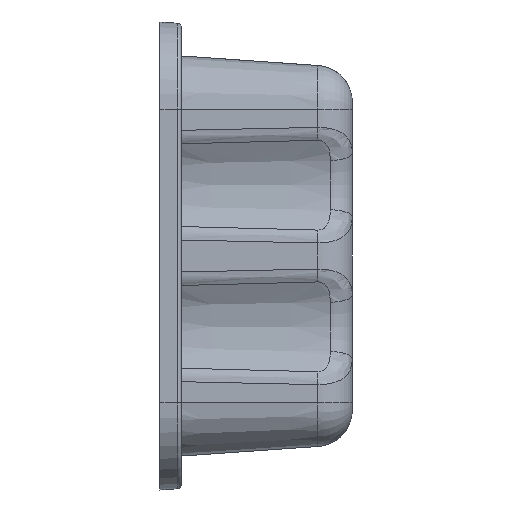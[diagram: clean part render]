
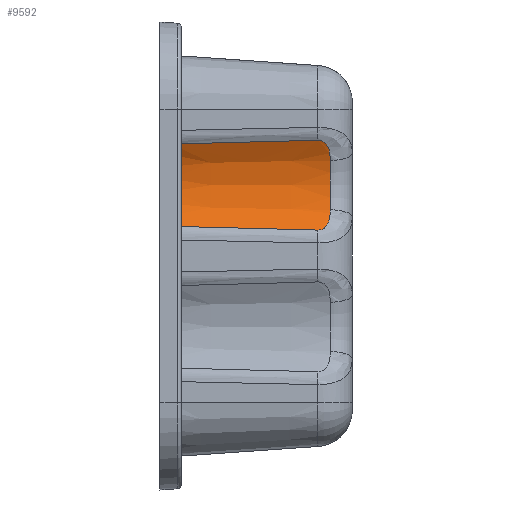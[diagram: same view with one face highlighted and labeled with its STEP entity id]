
A CAD part, left-side view. The second image highlights one B-rep face of the part: STEP entity #9592.
In plain terms, the highlighted conical face has half-angle 4 degrees and reference radius 12.294 mm.
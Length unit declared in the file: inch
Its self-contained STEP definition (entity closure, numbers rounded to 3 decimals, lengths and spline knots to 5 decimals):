
#3208 = CARTESIAN_POINT ( 'NONE',  ( -3.20525, -0.07791, 0.75797 ) ) ;
#3218 = CARTESIAN_POINT ( 'NONE',  ( -3.20525, -0.07791, 0.75797 ) ) ;
#3253 = CIRCLE ( 'NONE', #3257, 0.48595 ) ;
#3254 = DIRECTION ( 'NONE',  ( 0., 0., 1. ) ) ;
#3255 = DIRECTION ( 'NONE',  ( 0., 1., 0. ) ) ;
#3256 = CARTESIAN_POINT ( 'NONE',  ( -3.6035, -0.07791, 0.4795 ) ) ;
#3257 = AXIS2_PLACEMENT_3D ( 'NONE', #3256, #3255, #3254 ) ;
#3269 = CARTESIAN_POINT ( 'NONE',  ( -3.18314, -0.40875, 0.76673 ) ) ;
#3270 = CARTESIAN_POINT ( 'NONE',  ( -3.16093, -0.73959, 0.77517 ) ) ;
#3271 = CARTESIAN_POINT ( 'NONE',  ( -3.13864, -1.07044, 0.78335 ) ) ;
#3274 = B_SPLINE_CURVE_WITH_KNOTS ( 'NONE', 3,
 ( #3271, #3270, #3269, #3208 ),
 .UNSPECIFIED., .F., .F.,
 ( 4, 4 ),
 ( 0., 0.02528 ),
 .UNSPECIFIED. ) ;
#3275 = CARTESIAN_POINT ( 'NONE',  ( -3.20525, -0.07791, 0.20103 ) ) ;
#3293 = CONICAL_SURFACE ( 'NONE', #3305, 0.484, 0.07 ) ;
#3294 = FACE_OUTER_BOUND ( 'NONE', #9593, .T. ) ;
#3302 = DIRECTION ( 'NONE',  ( 0., 0., 1. ) ) ;
#3303 = DIRECTION ( 'NONE',  ( 0., -1., 0. ) ) ;
#3304 = CARTESIAN_POINT ( 'NONE',  ( -3.6035, -0.05, 0.4795 ) ) ;
#3305 = AXIS2_PLACEMENT_3D ( 'NONE', #3304, #3303, #3302 ) ;
#3814 = CARTESIAN_POINT ( 'NONE',  ( -3.20525, -0.07791, 0.20103 ) ) ;
#3816 = B_SPLINE_CURVE_WITH_KNOTS ( 'NONE', 3,
 ( #3814, #3888, #3887, #3886 ),
 .UNSPECIFIED., .F., .F.,
 ( 4, 4 ),
 ( 0.00071, 0.02599 ),
 .UNSPECIFIED. ) ;
#3886 = CARTESIAN_POINT ( 'NONE',  ( -3.13864, -1.07044, 0.17565 ) ) ;
#3887 = CARTESIAN_POINT ( 'NONE',  ( -3.16093, -0.73959, 0.18383 ) ) ;
#3888 = CARTESIAN_POINT ( 'NONE',  ( -3.18314, -0.40875, 0.19227 ) ) ;
#8690 = VERTEX_POINT ( 'NONE', #17566 ) ;
#8704 = VERTEX_POINT ( 'NONE', #17769 ) ;
#8788 = EDGE_CURVE ( 'NONE', #8704, #8828, #18272, .T. ) ;
#8828 = VERTEX_POINT ( 'NONE', #18262 ) ;
#8850 = VERTEX_POINT ( 'NONE', #18315 ) ;
#8854 = EDGE_CURVE ( 'NONE', #8850, #8704, #18316, .T. ) ;
#8921 = EDGE_CURVE ( 'NONE', #8828, #8690, #18861, .T. ) ;
#9540 = VERTEX_POINT ( 'NONE', #3218 ) ;
#9541 = ORIENTED_EDGE ( 'NONE', *, *, #9542, .T. ) ;
#9542 = EDGE_CURVE ( 'NONE', #9540, #9543, #3253, .T. ) ;
#9543 = VERTEX_POINT ( 'NONE', #3275 ) ;
#9546 = EDGE_CURVE ( 'NONE', #8690, #9540, #3274, .T. ) ;
#9550 = ORIENTED_EDGE ( 'NONE', *, *, #8854, .T. ) ;
#9551 = ORIENTED_EDGE ( 'NONE', *, *, #8788, .T. ) ;
#9552 = ORIENTED_EDGE ( 'NONE', *, *, #8921, .T. ) ;
#9592 = ADVANCED_FACE ( 'NONE', ( #3294 ), #3293, .F. ) ;
#9593 = EDGE_LOOP ( 'NONE', ( #9594, #9541, #9762, #9550, #9551, #9552 ) ) ;
#9594 = ORIENTED_EDGE ( 'NONE', *, *, #9546, .T. ) ;
#9762 = ORIENTED_EDGE ( 'NONE', *, *, #9763, .T. ) ;
#9763 = EDGE_CURVE ( 'NONE', #9543, #8850, #3816, .T. ) ;
#17566 = CARTESIAN_POINT ( 'NONE',  ( -3.13864, -1.07044, 0.78335 ) ) ;
#17769 = CARTESIAN_POINT ( 'NONE',  ( -3.06765, -1.15416, 0.31269 ) ) ;
#18262 = CARTESIAN_POINT ( 'NONE',  ( -3.06765, -1.15416, 0.64631 ) ) ;
#18268 = DIRECTION ( 'NONE',  ( 0., 0., 1. ) ) ;
#18269 = DIRECTION ( 'NONE',  ( 0., -1., 0. ) ) ;
#18270 = CARTESIAN_POINT ( 'NONE',  ( -3.6035, -1.15416, 0.4795 ) ) ;
#18271 = AXIS2_PLACEMENT_3D ( 'NONE', #18270, #18269, #18268 ) ;
#18272 = CIRCLE ( 'NONE', #18271, 0.56121 ) ;
#18288 = CARTESIAN_POINT ( 'NONE',  ( -3.11935, -1.12577, 0.19954 ) ) ;
#18289 = CARTESIAN_POINT ( 'NONE',  ( -3.12295, -1.12063, 0.19413 ) ) ;
#18290 = CARTESIAN_POINT ( 'NONE',  ( -3.12943, -1.10863, 0.18507 ) ) ;
#18291 = CARTESIAN_POINT ( 'NONE',  ( -3.13228, -1.10182, 0.18146 ) ) ;
#18292 = CARTESIAN_POINT ( 'NONE',  ( -3.13664, -1.08676, 0.17661 ) ) ;
#18308 = CARTESIAN_POINT ( 'NONE',  ( -3.06765, -1.15416, 0.31269 ) ) ;
#18309 = CARTESIAN_POINT ( 'NONE',  ( -3.07246, -1.15416, 0.29723 ) ) ;
#18310 = CARTESIAN_POINT ( 'NONE',  ( -3.07804, -1.15355, 0.28184 ) ) ;
#18311 = CARTESIAN_POINT ( 'NONE',  ( -3.09053, -1.14965, 0.25207 ) ) ;
#18312 = CARTESIAN_POINT ( 'NONE',  ( -3.09756, -1.14633, 0.23743 ) ) ;
#18313 = CARTESIAN_POINT ( 'NONE',  ( -3.10841, -1.13777, 0.21755 ) ) ;
#18314 = CARTESIAN_POINT ( 'NONE',  ( -3.11207, -1.13433, 0.21126 ) ) ;
#18315 = CARTESIAN_POINT ( 'NONE',  ( -3.13864, -1.07044, 0.17565 ) ) ;
#18316 = B_SPLINE_CURVE_WITH_KNOTS ( 'NONE', 3,
 ( #18412, #18411, #18292, #18291, #18290, #18289, #18288, #18314, #18313, #18312, #18311, #18310, #18309, #18308 ),
 .UNSPECIFIED., .F., .F.,
 ( 4, 2, 2, 2, 2, 2, 4 ),
 ( 0., 0.00063, 0.00125, 0.00188, 0.00251, 0.00376, 0.00502 ),
 .UNSPECIFIED. ) ;
#18411 = CARTESIAN_POINT ( 'NONE',  ( -3.13809, -1.07866, 0.17545 ) ) ;
#18412 = CARTESIAN_POINT ( 'NONE',  ( -3.13864, -1.07044, 0.17565 ) ) ;
#18860 = CARTESIAN_POINT ( 'NONE',  ( -3.06765, -1.15416, 0.64631 ) ) ;
#18861 = B_SPLINE_CURVE_WITH_KNOTS ( 'NONE', 3,
 ( #18860, #18873, #18872, #18871, #18870, #18869, #18868, #18867, #19000, #18999, #18998, #18997, #18996, #18995, #18994, #18993, #18881, #18880 ),
 .UNSPECIFIED., .F., .F.,
 ( 4, 2, 2, 2, 2, 2, 2, 2, 4 ),
 ( 0.01381, 0.01507, 0.01569, 0.01632, 0.01695, 0.01758, 0.0182, 0.01852, 0.01883 ),
 .UNSPECIFIED. ) ;
#18867 = CARTESIAN_POINT ( 'NONE',  ( -3.10827, -1.1379, 0.74121 ) ) ;
#18868 = CARTESIAN_POINT ( 'NONE',  ( -3.10097, -1.14362, 0.72781 ) ) ;
#18869 = CARTESIAN_POINT ( 'NONE',  ( -3.09737, -1.14587, 0.72074 ) ) ;
#18870 = CARTESIAN_POINT ( 'NONE',  ( -3.09054, -1.14938, 0.70648 ) ) ;
#18871 = CARTESIAN_POINT ( 'NONE',  ( -3.08729, -1.15067, 0.69922 ) ) ;
#18872 = CARTESIAN_POINT ( 'NONE',  ( -3.07802, -1.15354, 0.67708 ) ) ;
#18873 = CARTESIAN_POINT ( 'NONE',  ( -3.07248, -1.15416, 0.66182 ) ) ;
#18880 = CARTESIAN_POINT ( 'NONE',  ( -3.13864, -1.07044, 0.78335 ) ) ;
#18881 = CARTESIAN_POINT ( 'NONE',  ( -3.13836, -1.07457, 0.78345 ) ) ;
#18993 = CARTESIAN_POINT ( 'NONE',  ( -3.13787, -1.07863, 0.78322 ) ) ;
#18994 = CARTESIAN_POINT ( 'NONE',  ( -3.13646, -1.0866, 0.78208 ) ) ;
#18995 = CARTESIAN_POINT ( 'NONE',  ( -3.13554, -1.09056, 0.78117 ) ) ;
#18996 = CARTESIAN_POINT ( 'NONE',  ( -3.13227, -1.10187, 0.77752 ) ) ;
#18997 = CARTESIAN_POINT ( 'NONE',  ( -3.12936, -1.10879, 0.77383 ) ) ;
#18998 = CARTESIAN_POINT ( 'NONE',  ( -3.12289, -1.12073, 0.76478 ) ) ;
#18999 = CARTESIAN_POINT ( 'NONE',  ( -3.11926, -1.12589, 0.75933 ) ) ;
#19000 = CARTESIAN_POINT ( 'NONE',  ( -3.11196, -1.13445, 0.74755 ) ) ;
